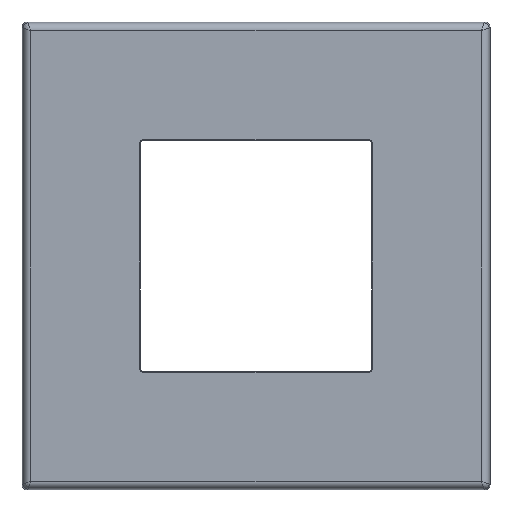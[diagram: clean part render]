
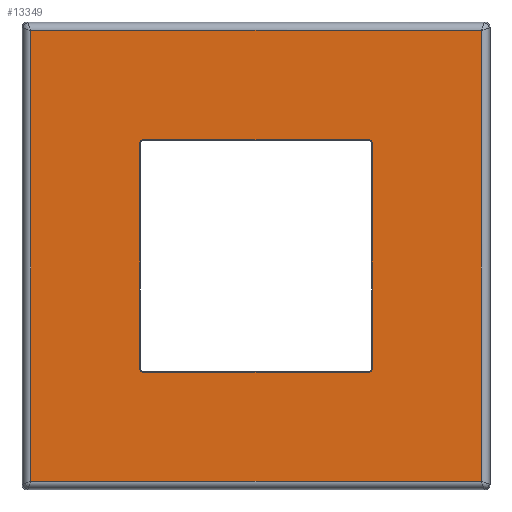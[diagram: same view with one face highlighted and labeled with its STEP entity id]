
A CAD part, top view. The second image highlights one B-rep face of the part: STEP entity #13349.
In plain terms, the highlighted planar face has unit normal (0, 0, 1).
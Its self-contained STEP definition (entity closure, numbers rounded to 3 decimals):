
#13239=AXIS2_PLACEMENT_3D('Plane Axis2P3D',#13236,#13237,#13238) ;
#13236=CARTESIAN_POINT('Axis2P3D Location',(0.,0.,7.7)) ;
#13241=CARTESIAN_POINT('Line Origine',(44.328,0.,7.7)) ;
#13245=CARTESIAN_POINT('Vertex',(44.328,44.328,7.7)) ;
#13247=CARTESIAN_POINT('Vertex',(44.328,-44.328,7.7)) ;
#13250=CARTESIAN_POINT('Line Origine',(0.,44.328,7.7)) ;
#13254=CARTESIAN_POINT('Vertex',(-44.328,44.328,7.7)) ;
#13257=CARTESIAN_POINT('Line Origine',(-44.328,0.,7.7)) ;
#13261=CARTESIAN_POINT('Vertex',(-44.328,-44.328,7.7)) ;
#13264=CARTESIAN_POINT('Line Origine',(0.,-44.328,7.7)) ;
#13275=CARTESIAN_POINT('Line Origine',(22.81,0.,7.7)) ;
#13279=CARTESIAN_POINT('Vertex',(22.81,-22.312,7.7)) ;
#13281=CARTESIAN_POINT('Vertex',(22.81,22.312,7.7)) ;
#13285=CARTESIAN_POINT('Control Point',(22.312,-22.81,7.7)) ;
#13286=CARTESIAN_POINT('Control Point',(22.508,-22.81,7.7)) ;
#13287=CARTESIAN_POINT('Control Point',(22.706,-22.706,7.7)) ;
#13288=CARTESIAN_POINT('Control Point',(22.81,-22.508,7.7)) ;
#13289=CARTESIAN_POINT('Control Point',(22.81,-22.312,7.7)) ;
#13290=CARTESIAN_POINT('Vertex',(22.312,-22.81,7.7)) ;
#13293=CARTESIAN_POINT('Line Origine',(0.,-22.81,7.7)) ;
#13297=CARTESIAN_POINT('Vertex',(-22.312,-22.81,7.7)) ;
#13301=CARTESIAN_POINT('Control Point',(-22.81,-22.312,7.7)) ;
#13302=CARTESIAN_POINT('Control Point',(-22.81,-22.508,7.7)) ;
#13303=CARTESIAN_POINT('Control Point',(-22.706,-22.706,7.7)) ;
#13304=CARTESIAN_POINT('Control Point',(-22.508,-22.81,7.7)) ;
#13305=CARTESIAN_POINT('Control Point',(-22.312,-22.81,7.7)) ;
#13306=CARTESIAN_POINT('Vertex',(-22.81,-22.312,7.7)) ;
#13309=CARTESIAN_POINT('Line Origine',(-22.81,0.,7.7)) ;
#13313=CARTESIAN_POINT('Vertex',(-22.81,22.312,7.7)) ;
#13317=CARTESIAN_POINT('Control Point',(-22.312,22.81,7.7)) ;
#13318=CARTESIAN_POINT('Control Point',(-22.508,22.81,7.7)) ;
#13319=CARTESIAN_POINT('Control Point',(-22.706,22.706,7.7)) ;
#13320=CARTESIAN_POINT('Control Point',(-22.81,22.508,7.7)) ;
#13321=CARTESIAN_POINT('Control Point',(-22.81,22.312,7.7)) ;
#13322=CARTESIAN_POINT('Vertex',(-22.312,22.81,7.7)) ;
#13325=CARTESIAN_POINT('Line Origine',(0.,22.81,7.7)) ;
#13329=CARTESIAN_POINT('Vertex',(22.312,22.81,7.7)) ;
#13333=CARTESIAN_POINT('Control Point',(22.81,22.312,7.7)) ;
#13334=CARTESIAN_POINT('Control Point',(22.81,22.508,7.7)) ;
#13335=CARTESIAN_POINT('Control Point',(22.706,22.706,7.7)) ;
#13336=CARTESIAN_POINT('Control Point',(22.508,22.81,7.7)) ;
#13337=CARTESIAN_POINT('Control Point',(22.312,22.81,7.7)) ;
#13237=DIRECTION('Axis2P3D Direction',(0.,0.,1.)) ;
#13238=DIRECTION('Axis2P3D XDirection',(1.,0.,0.)) ;
#13242=DIRECTION('Vector Direction',(0.,1.,0.)) ;
#13251=DIRECTION('Vector Direction',(1.,0.,0.)) ;
#13258=DIRECTION('Vector Direction',(0.,1.,0.)) ;
#13265=DIRECTION('Vector Direction',(1.,0.,0.)) ;
#13276=DIRECTION('Vector Direction',(0.,1.,0.)) ;
#13294=DIRECTION('Vector Direction',(1.,0.,0.)) ;
#13310=DIRECTION('Vector Direction',(0.,1.,0.)) ;
#13326=DIRECTION('Vector Direction',(1.,0.,0.)) ;
#13243=VECTOR('Line Direction',#13242,1.) ;
#13252=VECTOR('Line Direction',#13251,1.) ;
#13259=VECTOR('Line Direction',#13258,1.) ;
#13266=VECTOR('Line Direction',#13265,1.) ;
#13277=VECTOR('Line Direction',#13276,1.) ;
#13295=VECTOR('Line Direction',#13294,1.) ;
#13311=VECTOR('Line Direction',#13310,1.) ;
#13327=VECTOR('Line Direction',#13326,1.) ;
#13270=ORIENTED_EDGE('',*,*,#13249,.F.) ;
#13271=ORIENTED_EDGE('',*,*,#13256,.F.) ;
#13272=ORIENTED_EDGE('',*,*,#13263,.F.) ;
#13273=ORIENTED_EDGE('',*,*,#13268,.F.) ;
#13340=ORIENTED_EDGE('',*,*,#13283,.F.) ;
#13341=ORIENTED_EDGE('',*,*,#13292,.F.) ;
#13342=ORIENTED_EDGE('',*,*,#13299,.F.) ;
#13343=ORIENTED_EDGE('',*,*,#13308,.F.) ;
#13344=ORIENTED_EDGE('',*,*,#13315,.F.) ;
#13345=ORIENTED_EDGE('',*,*,#13324,.F.) ;
#13346=ORIENTED_EDGE('',*,*,#13331,.F.) ;
#13347=ORIENTED_EDGE('',*,*,#13338,.F.) ;
#13348=FACE_BOUND('',#13339,.T.) ;
#13349=ADVANCED_FACE('PartBody',(#13274,#13348),#13240,.T.) ;
#13284=B_SPLINE_CURVE_WITH_KNOTS('',4,(#13285,#13286,#13287,#13288,#13289),.UNSPECIFIED.,.F.,.U.,(5,5),(0.,1.107),.UNSPECIFIED.) ;
#13300=B_SPLINE_CURVE_WITH_KNOTS('',4,(#13301,#13302,#13303,#13304,#13305),.UNSPECIFIED.,.F.,.U.,(5,5),(0.,1.107),.UNSPECIFIED.) ;
#13316=B_SPLINE_CURVE_WITH_KNOTS('',4,(#13317,#13318,#13319,#13320,#13321),.UNSPECIFIED.,.F.,.U.,(5,5),(0.,1.107),.UNSPECIFIED.) ;
#13332=B_SPLINE_CURVE_WITH_KNOTS('',4,(#13333,#13334,#13335,#13336,#13337),.UNSPECIFIED.,.F.,.U.,(5,5),(0.,1.107),.UNSPECIFIED.) ;
#13249=EDGE_CURVE('',#13246,#13248,#13244,.F.) ;
#13256=EDGE_CURVE('',#13255,#13246,#13253,.T.) ;
#13263=EDGE_CURVE('',#13262,#13255,#13260,.T.) ;
#13268=EDGE_CURVE('',#13248,#13262,#13267,.F.) ;
#13283=EDGE_CURVE('',#13280,#13282,#13278,.T.) ;
#13292=EDGE_CURVE('',#13291,#13280,#13284,.T.) ;
#13299=EDGE_CURVE('',#13298,#13291,#13296,.T.) ;
#13308=EDGE_CURVE('',#13307,#13298,#13300,.T.) ;
#13315=EDGE_CURVE('',#13314,#13307,#13312,.F.) ;
#13324=EDGE_CURVE('',#13323,#13314,#13316,.T.) ;
#13331=EDGE_CURVE('',#13330,#13323,#13328,.F.) ;
#13338=EDGE_CURVE('',#13282,#13330,#13332,.T.) ;
#13269=EDGE_LOOP('',(#13270,#13271,#13272,#13273)) ;
#13339=EDGE_LOOP('',(#13340,#13341,#13342,#13343,#13344,#13345,#13346,#13347)) ;
#13274=FACE_OUTER_BOUND('',#13269,.T.) ;
#13244=LINE('Line',#13241,#13243) ;
#13253=LINE('Line',#13250,#13252) ;
#13260=LINE('Line',#13257,#13259) ;
#13267=LINE('Line',#13264,#13266) ;
#13278=LINE('Line',#13275,#13277) ;
#13296=LINE('Line',#13293,#13295) ;
#13312=LINE('Line',#13309,#13311) ;
#13328=LINE('Line',#13325,#13327) ;
#13240=PLANE('',#13239) ;
#13246=VERTEX_POINT('',#13245) ;
#13248=VERTEX_POINT('',#13247) ;
#13255=VERTEX_POINT('',#13254) ;
#13262=VERTEX_POINT('',#13261) ;
#13280=VERTEX_POINT('',#13279) ;
#13282=VERTEX_POINT('',#13281) ;
#13291=VERTEX_POINT('',#13290) ;
#13298=VERTEX_POINT('',#13297) ;
#13307=VERTEX_POINT('',#13306) ;
#13314=VERTEX_POINT('',#13313) ;
#13323=VERTEX_POINT('',#13322) ;
#13330=VERTEX_POINT('',#13329) ;
